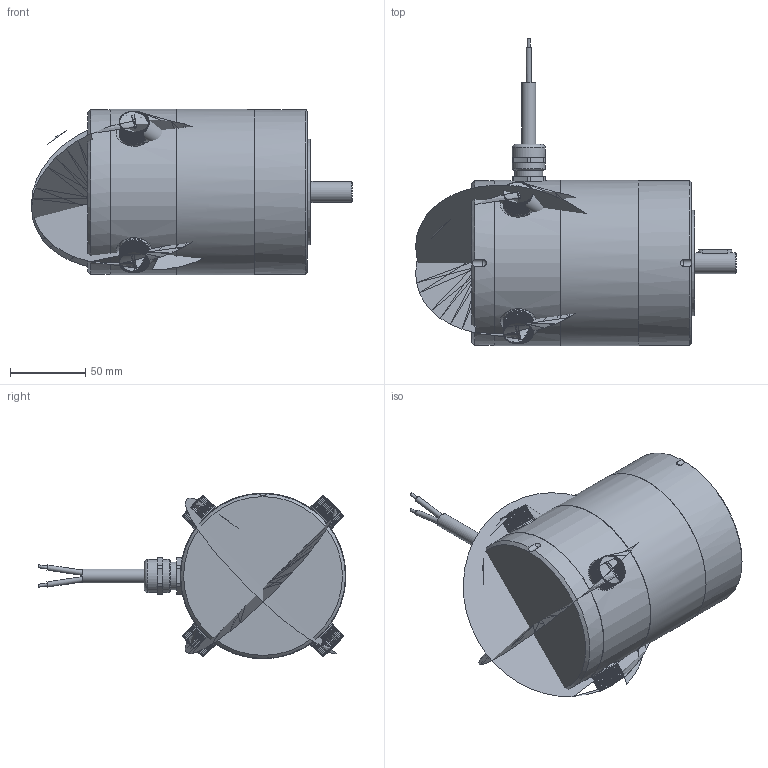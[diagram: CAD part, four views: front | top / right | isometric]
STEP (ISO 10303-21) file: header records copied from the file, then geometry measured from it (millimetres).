
FILE_DESCRIPTION (( 'STEP AP203' ), '1' );
FILE_NAME ('GNM8035.STEP', '2019-11-20T12:30:53', ( '' ), ( '' ), 'SwSTEP 2.0', 'SolidWorks 2019', '' );
FILE_SCHEMA (( 'CONFIG_CONTROL_DESIGN' ));
Products named in the file (1): GNM8035
Bounding box: 213.17 x 204.43 x 110 mm (x, y, z)
Volume: 1408268.6 mm3; surface area: 565765.1 mm2
Topology: 1 solids, 3 shells, 1839 faces, 4676 edges, 2872 vertices
Faces by surface type: plane 1727, cylinder 75, cone 24, torus 11, sphere 2
Full cylindrical faces by diameter (mm): 2 x2, 3.5 x2, 5 x4, 6 x2, 8.478 x2, 9.3 x1, 10 x2, 12 x2, 13.8 x1, 14 x2, 15 x2, 17 x2, 18.4 x1, 19 x1, 20 x8, 22 x2, 60 x1, 70 x1, 109.6 x2, 109.994 x1, 110 x2
Entity records: 55200 total; most frequent: CARTESIAN_POINT 10475, DIRECTION 9624, ORIENTED_EDGE 9146, EDGE_CURVE 4573, AXIS2_PLACEMENT_3D 3286, LINE 3052, VECTOR 3052, VERTEX_POINT 2836
